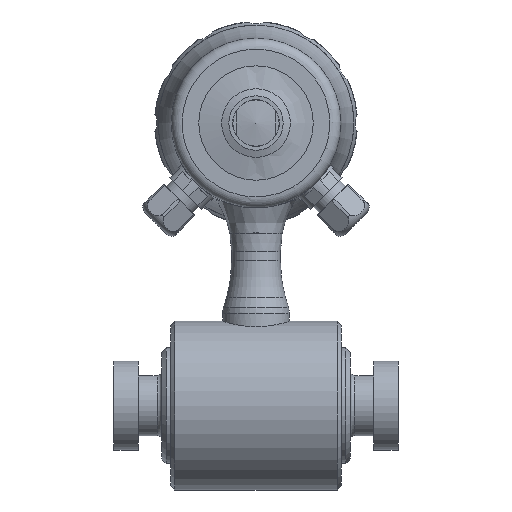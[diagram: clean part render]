
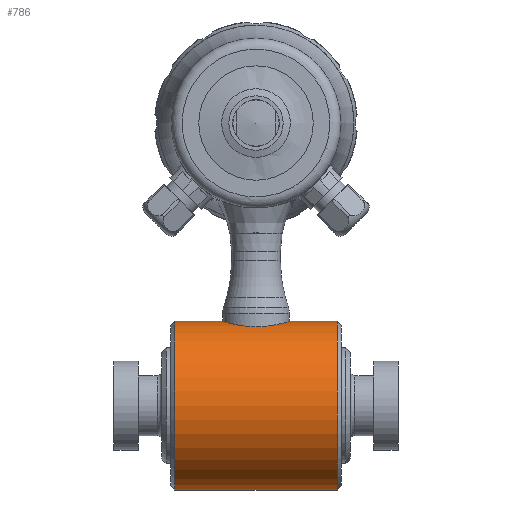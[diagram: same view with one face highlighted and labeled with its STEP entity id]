
A CAD part, left-side view. The second image highlights one B-rep face of the part: STEP entity #786.
In plain terms, the highlighted cylindrical face has radius 38 mm (diameter 76 mm), a full revolution.
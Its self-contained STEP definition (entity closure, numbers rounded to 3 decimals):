
#786 = ADVANCED_FACE( '', ( #1980, #1981, #1982 ), #1983, .T. );
#1980 = FACE_BOUND( '', #3822, .T. );
#1981 = FACE_OUTER_BOUND( '', #3823, .T. );
#1982 = FACE_OUTER_BOUND( '', #3824, .T. );
#1983 = CYLINDRICAL_SURFACE( '', #3825, 38. );
#3822 = EDGE_LOOP( '', ( #6831, #6832, #6833, #6834, #6835, #6836 ) );
#3823 = EDGE_LOOP( '', ( #6837 ) );
#3824 = EDGE_LOOP( '', ( #6838 ) );
#3825 = AXIS2_PLACEMENT_3D( '', #6839, #6840, #6841 );
#6831 = ORIENTED_EDGE( '', *, *, #10951, .F. );
#6832 = ORIENTED_EDGE( '', *, *, #10415, .F. );
#6833 = ORIENTED_EDGE( '', *, *, #10952, .F. );
#6834 = ORIENTED_EDGE( '', *, *, #10638, .F. );
#6835 = ORIENTED_EDGE( '', *, *, #10953, .F. );
#6836 = ORIENTED_EDGE( '', *, *, #10954, .F. );
#6837 = ORIENTED_EDGE( '', *, *, #10955, .T. );
#6838 = ORIENTED_EDGE( '', *, *, #10956, .T. );
#6839 = CARTESIAN_POINT( '', ( 0., 50., 0. ) );
#6840 = DIRECTION( '', ( 0., 1., 0. ) );
#6841 = DIRECTION( '', ( 0., 0., 1. ) );
#10415 = EDGE_CURVE( '', #12247, #12249, #12250, .T. );
#10638 = EDGE_CURVE( '', #12634, #12637, #12638, .F. );
#10951 = EDGE_CURVE( '', #12249, #13154, #13155, .F. );
#10952 = EDGE_CURVE( '', #12637, #12247, #13156, .T. );
#10953 = EDGE_CURVE( '', #13157, #12634, #13158, .T. );
#10954 = EDGE_CURVE( '', #13154, #13157, #13159, .T. );
#10955 = EDGE_CURVE( '', #13160, #13160, #13161, .F. );
#10956 = EDGE_CURVE( '', #13162, #13162, #13163, .F. );
#12247 = VERTEX_POINT( '', #15015 );
#12249 = VERTEX_POINT( '', #15028 );
#12250 = LINE( '', #15029, #15030 );
#12634 = VERTEX_POINT( '', #15770 );
#12637 = VERTEX_POINT( '', #15788 );
#12638 = LINE( '', #15789, #15790 );
#13154 = VERTEX_POINT( '', #17231 );
#13155 = LINE( '', #17232, #17233 );
#13156 = B_SPLINE_CURVE_WITH_KNOTS( '', 3, ( #17234, #17235, #17236, #17237, #17238, #17239, #17240, #17241, #17242, #17243, #17244, #17245 ), .UNSPECIFIED., .F., .F., ( 4, 1, 1, 1, 1, 1, 1, 1, 1, 4 ), ( 0., 0.1, 0.2, 0.3, 0.4, 0.499, 0.5, 0.666, 0.833, 1. ), .UNSPECIFIED. );
#13157 = VERTEX_POINT( '', #17246 );
#13158 = LINE( '', #17247, #17248 );
#13159 = B_SPLINE_CURVE_WITH_KNOTS( '', 3, ( #17249, #17250, #17251, #17252, #17253, #17254, #17255, #17256, #17257, #17258, #17259, #17260, #17261 ), .UNSPECIFIED., .F., .F., ( 4, 1, 1, 1, 1, 1, 1, 1, 1, 1, 4 ), ( 0., 0.1, 0.2, 0.3, 0.4, 0.5, 0.6, 0.7, 0.8, 0.9, 1. ), .UNSPECIFIED. );
#13160 = VERTEX_POINT( '', #17262 );
#13161 = CIRCLE( '', #17263, 38. );
#13162 = VERTEX_POINT( '', #17264 );
#13163 = CIRCLE( '', #17265, 38. );
#15015 = CARTESIAN_POINT( '', ( 1.781, -14.894, 37.958 ) );
#15028 = CARTESIAN_POINT( '', ( 1.781, 9.332, 37.958 ) );
#15029 = CARTESIAN_POINT( '', ( 1.781, -15., 37.958 ) );
#15030 = VECTOR( '', #21691, 1000. );
#15770 = CARTESIAN_POINT( '', ( -1.781, 9.332, 37.958 ) );
#15788 = CARTESIAN_POINT( '', ( -1.781, -14.894, 37.958 ) );
#15789 = CARTESIAN_POINT( '', ( -1.781, -15., 37.958 ) );
#15790 = VECTOR( '', #21948, 1000. );
#17231 = CARTESIAN_POINT( '', ( 1.781, 14.894, 37.958 ) );
#17232 = CARTESIAN_POINT( '', ( 1.781, 0.036, 37.958 ) );
#17233 = VECTOR( '', #22260, 1000. );
#17234 = CARTESIAN_POINT( '', ( -1.781, -14.894, 37.958 ) );
#17235 = CARTESIAN_POINT( '', ( -1.663, -14.907, 37.963 ) );
#17236 = CARTESIAN_POINT( '', ( -1.426, -14.934, 37.974 ) );
#17237 = CARTESIAN_POINT( '', ( -1.07, -14.963, 37.985 ) );
#17238 = CARTESIAN_POINT( '', ( -0.714, -14.984, 37.994 ) );
#17239 = CARTESIAN_POINT( '', ( -0.358, -14.997, 37.999 ) );
#17240 = CARTESIAN_POINT( '', ( -0.12, -15., 38. ) );
#17241 = CARTESIAN_POINT( '', ( 0.197, -15., 38. ) );
#17242 = CARTESIAN_POINT( '', ( 0.594, -14.992, 37.997 ) );
#17243 = CARTESIAN_POINT( '', ( 1.188, -14.958, 37.983 ) );
#17244 = CARTESIAN_POINT( '', ( 1.583, -14.915, 37.967 ) );
#17245 = CARTESIAN_POINT( '', ( 1.781, -14.894, 37.958 ) );
#17246 = CARTESIAN_POINT( '', ( -1.781, 14.894, 37.958 ) );
#17247 = CARTESIAN_POINT( '', ( -1.781, 0.036, 37.958 ) );
#17248 = VECTOR( '', #22261, 1000. );
#17249 = CARTESIAN_POINT( '', ( 1.781, 14.894, 37.958 ) );
#17250 = CARTESIAN_POINT( '', ( 1.663, 14.907, 37.963 ) );
#17251 = CARTESIAN_POINT( '', ( 1.426, 14.934, 37.974 ) );
#17252 = CARTESIAN_POINT( '', ( 1.07, 14.963, 37.985 ) );
#17253 = CARTESIAN_POINT( '', ( 0.714, 14.984, 37.994 ) );
#17254 = CARTESIAN_POINT( '', ( 0.357, 14.997, 37.999 ) );
#17255 = CARTESIAN_POINT( '', ( 0., 15.001, 38. ) );
#17256 = CARTESIAN_POINT( '', ( -0.357, 14.997, 37.999 ) );
#17257 = CARTESIAN_POINT( '', ( -0.714, 14.984, 37.994 ) );
#17258 = CARTESIAN_POINT( '', ( -1.07, 14.963, 37.985 ) );
#17259 = CARTESIAN_POINT( '', ( -1.426, 14.934, 37.974 ) );
#17260 = CARTESIAN_POINT( '', ( -1.663, 14.907, 37.963 ) );
#17261 = CARTESIAN_POINT( '', ( -1.781, 14.894, 37.958 ) );
#17262 = CARTESIAN_POINT( '', ( 0., -36.5, 38. ) );
#17263 = AXIS2_PLACEMENT_3D( '', #22262, #22263, #22264 );
#17264 = CARTESIAN_POINT( '', ( 0., 36.5, -38. ) );
#17265 = AXIS2_PLACEMENT_3D( '', #22265, #22266, #22267 );
#21691 = DIRECTION( '', ( 0., 1., 0. ) );
#21948 = DIRECTION( '', ( 0., 1., 0. ) );
#22260 = DIRECTION( '', ( 0., -1., 0. ) );
#22261 = DIRECTION( '', ( 0., -1., 0. ) );
#22262 = CARTESIAN_POINT( '', ( 0., -36.5, 0. ) );
#22263 = DIRECTION( '', ( 0., -1., 0. ) );
#22264 = DIRECTION( '', ( 0., 0., 1. ) );
#22265 = CARTESIAN_POINT( '', ( 0., 36.5, 0. ) );
#22266 = DIRECTION( '', ( 0., 1., 0. ) );
#22267 = DIRECTION( '', ( 0., 0., -1. ) );
